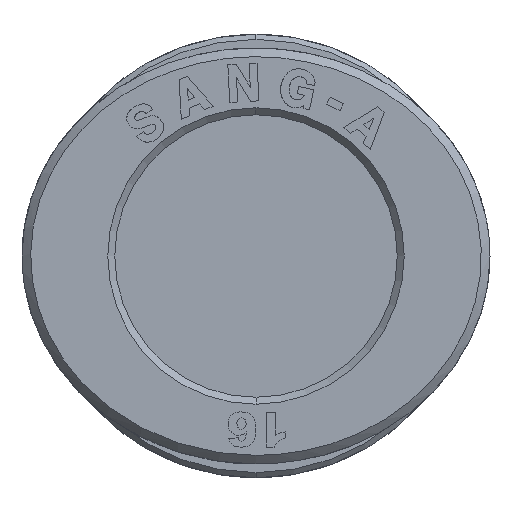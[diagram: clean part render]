
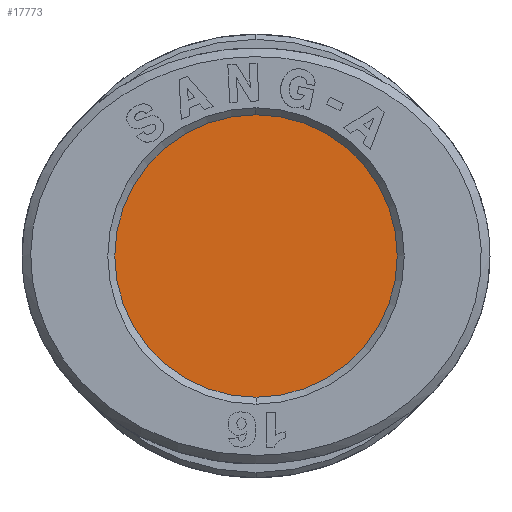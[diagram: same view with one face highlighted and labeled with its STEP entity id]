
A CAD part, left-side view. The second image highlights one B-rep face of the part: STEP entity #17773.
In plain terms, the highlighted planar face has unit normal (-1, 0, 0).
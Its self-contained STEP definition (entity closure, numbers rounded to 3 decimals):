
#143=CARTESIAN_POINT('',(-8.5,0.,8.15));
#144=VERTEX_POINT('',#143);
#160=CARTESIAN_POINT('',(-8.5,0.,-8.15));
#161=VERTEX_POINT('',#160);
#168=CARTESIAN_POINT('',(-8.5,0.,0.));
#169=DIRECTION('',(1.0,0.0,0.0));
#170=DIRECTION('',(0.0,0.0,1.0));
#171=AXIS2_PLACEMENT_3D('',#168,#169,#170);
#172=CIRCLE('',#171,8.15);
#173=EDGE_CURVE('',#161,#144,#172,.T.);
#17758=CARTESIAN_POINT('',(-8.5,0.,4.075));
#17759=DIRECTION('',(-1.0,0.0,0.0));
#17760=DIRECTION('',(0.0,0.0,1.0));
#17761=AXIS2_PLACEMENT_3D('',#17758,#17759,#17760);
#17762=PLANE('',#17761);
#17763=CARTESIAN_POINT('',(-8.5,0.,0.));
#17764=DIRECTION('',(1.0,0.0,0.0));
#17765=DIRECTION('',(0.0,0.0,1.0));
#17766=AXIS2_PLACEMENT_3D('',#17763,#17764,#17765);
#17767=CIRCLE('',#17766,8.15);
#17768=EDGE_CURVE('',#144,#161,#17767,.T.);
#17769=ORIENTED_EDGE('',*,*,#17768,.F.);
#17770=ORIENTED_EDGE('',*,*,#173,.F.);
#17771=EDGE_LOOP('',(#17769,#17770));
#17772=FACE_OUTER_BOUND('',#17771,.T.);
#17773=ADVANCED_FACE('',(#17772),#17762,.T.);
